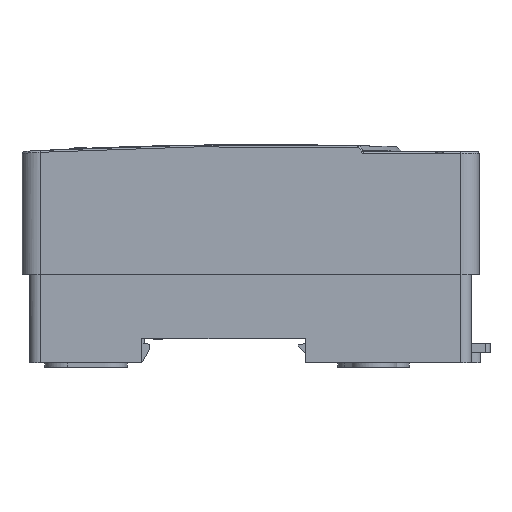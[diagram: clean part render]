
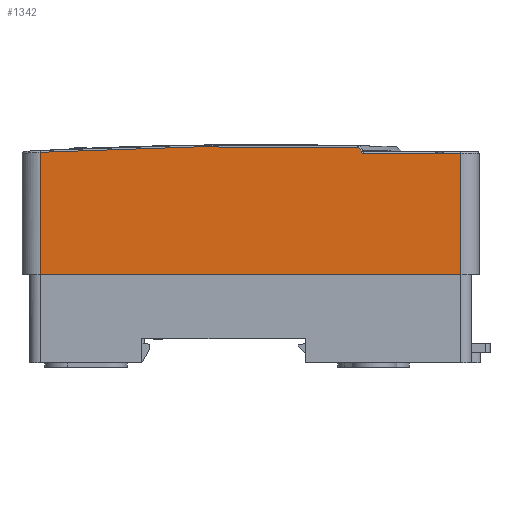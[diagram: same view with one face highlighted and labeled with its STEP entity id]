
A CAD part, left-side view. The second image highlights one B-rep face of the part: STEP entity #1342.
In plain terms, the highlighted planar face has unit normal (-1, 0, 0).
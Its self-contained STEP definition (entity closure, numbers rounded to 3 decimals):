
#1342=ADVANCED_FACE('',(#3500),#36979,.T.);
#3500=FACE_OUTER_BOUND('',#5670,.T.);
#5670=EDGE_LOOP('',(#8769,#8770,#8771,#8772,#8773,#8774,#8775,#8776,#8777,
#8778,#8779));
#8769=ORIENTED_EDGE('',*,*,#20503,.T.);
#8770=ORIENTED_EDGE('',*,*,#20504,.T.);
#8771=ORIENTED_EDGE('',*,*,#20505,.T.);
#8772=ORIENTED_EDGE('',*,*,#20506,.T.);
#8773=ORIENTED_EDGE('',*,*,#20507,.T.);
#8774=ORIENTED_EDGE('',*,*,#20508,.T.);
#8775=ORIENTED_EDGE('',*,*,#20509,.T.);
#8776=ORIENTED_EDGE('',*,*,#20510,.T.);
#8777=ORIENTED_EDGE('',*,*,#20511,.T.);
#8778=ORIENTED_EDGE('',*,*,#20512,.T.);
#8779=ORIENTED_EDGE('',*,*,#20513,.T.);
#20503=EDGE_CURVE('',#32761,#32762,#31289,.T.);
#20504=EDGE_CURVE('',#32762,#32763,#26336,.T.);
#20505=EDGE_CURVE('',#32763,#32764,#31290,.T.);
#20506=EDGE_CURVE('',#32764,#32765,#26337,.T.);
#20507=EDGE_CURVE('',#32765,#32766,#26338,.T.);
#20508=EDGE_CURVE('',#32766,#32767,#26339,.T.);
#20509=EDGE_CURVE('',#32767,#32768,#31291,.T.);
#20510=EDGE_CURVE('',#32768,#32769,#26340,.T.);
#20511=EDGE_CURVE('',#32769,#32770,#26341,.T.);
#20512=EDGE_CURVE('',#32770,#32771,#26342,.T.);
#20513=EDGE_CURVE('',#32771,#32761,#26343,.T.);
#26336=B_SPLINE_CURVE_WITH_KNOTS('',1,(#48232,#48233),.UNSPECIFIED.,.F.,
 .F.,(2,2),(404.,496.),.UNSPECIFIED.);
#26337=B_SPLINE_CURVE_WITH_KNOTS('',3,(#48236,#48237,#48238,#48239),
 .UNSPECIFIED.,.F.,.F.,(4,4),(-21.275,-16.857),
 .UNSPECIFIED.);
#26338=B_SPLINE_CURVE_WITH_KNOTS('',3,(#48240,#48241,#48242,#48243),
 .UNSPECIFIED.,.F.,.F.,(4,4),(0.99,1.44),
 .UNSPECIFIED.);
#26339=B_SPLINE_CURVE_WITH_KNOTS('',3,(#48244,#48245,#48246,#48247),
 .UNSPECIFIED.,.F.,.F.,(4,4),(-16.422,0.),.UNSPECIFIED.);
#26340=B_SPLINE_CURVE_WITH_KNOTS('',3,(#48251,#48252,#48253,#48254),
 .UNSPECIFIED.,.F.,.F.,(4,4),(-0.263,-0.165),
 .UNSPECIFIED.);
#26341=B_SPLINE_CURVE_WITH_KNOTS('',3,(#48255,#48256,#48257,#48258),
 .UNSPECIFIED.,.F.,.F.,(4,4),(0.325,1.429),
 .UNSPECIFIED.);
#26342=B_SPLINE_CURVE_WITH_KNOTS('',3,(#48259,#48260,#48261,#48262,#48263,
#48264,#48265,#48266,#48267,#48268),.UNSPECIFIED.,.F.,.F.,(4,2,2,2,4),(0.,
17.394,34.788,52.182,69.554),
 .UNSPECIFIED.);
#26343=B_SPLINE_CURVE_WITH_KNOTS('',3,(#48269,#48270,#48271,#48272,#48273,
#48274,#48275),.UNSPECIFIED.,.F.,.F.,(4,3,4),(69.554,69.565,
69.576),.UNSPECIFIED.);
#31289=(
BOUNDED_CURVE()
B_SPLINE_CURVE(1,(#48230,#48231),.UNSPECIFIED.,.F.,.F.)
B_SPLINE_CURVE_WITH_KNOTS((2,2),(-26.706,0.),.UNSPECIFIED.)
CURVE()
GEOMETRIC_REPRESENTATION_ITEM()
RATIONAL_B_SPLINE_CURVE((1.,1.))
REPRESENTATION_ITEM('')
);
#31290=(
BOUNDED_CURVE()
B_SPLINE_CURVE(1,(#48234,#48235),.UNSPECIFIED.,.F.,.F.)
B_SPLINE_CURVE_WITH_KNOTS((2,2),(0.,26.479),.UNSPECIFIED.)
CURVE()
GEOMETRIC_REPRESENTATION_ITEM()
RATIONAL_B_SPLINE_CURVE((1.,1.))
REPRESENTATION_ITEM('')
);
#31291=(
BOUNDED_CURVE()
B_SPLINE_CURVE(2,(#48248,#48249,#48250),.UNSPECIFIED.,.F.,.F.)
B_SPLINE_CURVE_WITH_KNOTS((3,3),(-0.628,0.),.UNSPECIFIED.)
CURVE()
GEOMETRIC_REPRESENTATION_ITEM()
RATIONAL_B_SPLINE_CURVE((1.,0.707,1.))
REPRESENTATION_ITEM('')
);
#32761=VERTEX_POINT('',#47085);
#32762=VERTEX_POINT('',#47086);
#32763=VERTEX_POINT('',#47087);
#32764=VERTEX_POINT('',#47088);
#32765=VERTEX_POINT('',#47089);
#32766=VERTEX_POINT('',#47090);
#32767=VERTEX_POINT('',#47091);
#32768=VERTEX_POINT('',#47092);
#32769=VERTEX_POINT('',#47093);
#32770=VERTEX_POINT('',#47094);
#32771=VERTEX_POINT('',#47095);
#36979=PLANE('',#38605);
#38605=AXIS2_PLACEMENT_3D('',#44821,#40556,$);
#40556=DIRECTION('',(-1.,0.,0.));
#44821=CARTESIAN_POINT('',(-120.324,75.28,6.261));
#47085=CARTESIAN_POINT('',(-120.324,66.076,35.77));
#47086=CARTESIAN_POINT('',(-120.324,66.076,9.065));
#47087=CARTESIAN_POINT('',(-120.324,-25.924,9.065));
#47088=CARTESIAN_POINT('',(-120.324,-25.924,35.544));
#47089=CARTESIAN_POINT('',(-120.324,-21.494,35.544));
#47090=CARTESIAN_POINT('',(-120.324,-21.057,35.544));
#47091=CARTESIAN_POINT('',(-120.324,-4.59,35.544));
#47092=CARTESIAN_POINT('',(-120.324,-4.19,35.944));
#47093=CARTESIAN_POINT('',(-120.324,-4.19,36.041));
#47094=CARTESIAN_POINT('',(-120.324,-3.402,36.815));
#47095=CARTESIAN_POINT('',(-120.324,66.054,35.773));
#48230=CARTESIAN_POINT('',(-120.324,66.076,35.77));
#48231=CARTESIAN_POINT('',(-120.324,66.076,9.065));
#48232=CARTESIAN_POINT('',(-120.324,66.076,9.065));
#48233=CARTESIAN_POINT('',(-120.324,-25.924,9.065));
#48234=CARTESIAN_POINT('',(-120.324,-25.924,9.065));
#48235=CARTESIAN_POINT('',(-120.324,-25.924,35.544));
#48236=CARTESIAN_POINT('',(-120.324,-25.924,35.544));
#48237=CARTESIAN_POINT('',(-120.324,-24.447,35.544));
#48238=CARTESIAN_POINT('',(-120.324,-22.971,35.544));
#48239=CARTESIAN_POINT('',(-120.324,-21.494,35.544));
#48240=CARTESIAN_POINT('',(-120.324,-21.494,35.544));
#48241=CARTESIAN_POINT('',(-120.324,-21.349,35.524));
#48242=CARTESIAN_POINT('',(-120.324,-21.202,35.524));
#48243=CARTESIAN_POINT('',(-120.324,-21.057,35.544));
#48244=CARTESIAN_POINT('',(-120.324,-21.057,35.544));
#48245=CARTESIAN_POINT('',(-120.324,-15.568,35.544));
#48246=CARTESIAN_POINT('',(-120.324,-10.079,35.544));
#48247=CARTESIAN_POINT('',(-120.324,-4.59,35.544));
#48248=CARTESIAN_POINT('',(-120.324,-4.59,35.544));
#48249=CARTESIAN_POINT('',(-120.324,-4.19,35.544));
#48250=CARTESIAN_POINT('',(-120.324,-4.19,35.944));
#48251=CARTESIAN_POINT('',(-120.324,-4.19,35.944));
#48252=CARTESIAN_POINT('',(-120.324,-4.19,35.976));
#48253=CARTESIAN_POINT('',(-120.324,-4.19,36.009));
#48254=CARTESIAN_POINT('',(-120.324,-4.19,36.041));
#48255=CARTESIAN_POINT('',(-120.324,-4.19,36.041));
#48256=CARTESIAN_POINT('',(-120.324,-3.927,36.299));
#48257=CARTESIAN_POINT('',(-120.324,-3.665,36.557));
#48258=CARTESIAN_POINT('',(-120.324,-3.402,36.815));
#48259=CARTESIAN_POINT('',(-120.324,-3.402,36.815));
#48260=CARTESIAN_POINT('',(-120.324,2.386,36.945));
#48261=CARTESIAN_POINT('',(-120.324,8.176,37.022));
#48262=CARTESIAN_POINT('',(-120.324,19.756,37.07));
#48263=CARTESIAN_POINT('',(-120.324,25.547,37.042));
#48264=CARTESIAN_POINT('',(-120.324,37.126,36.875));
#48265=CARTESIAN_POINT('',(-120.324,42.914,36.737));
#48266=CARTESIAN_POINT('',(-120.324,54.481,36.346));
#48267=CARTESIAN_POINT('',(-120.324,60.258,36.092));
#48268=CARTESIAN_POINT('',(-120.324,66.054,35.773));
#48269=CARTESIAN_POINT('',(-120.324,66.054,35.773));
#48270=CARTESIAN_POINT('',(-120.324,66.058,35.773));
#48271=CARTESIAN_POINT('',(-120.324,66.061,35.772));
#48272=CARTESIAN_POINT('',(-120.324,66.065,35.772));
#48273=CARTESIAN_POINT('',(-120.324,66.069,35.771));
#48274=CARTESIAN_POINT('',(-120.324,66.072,35.771));
#48275=CARTESIAN_POINT('',(-120.324,66.076,35.77));
